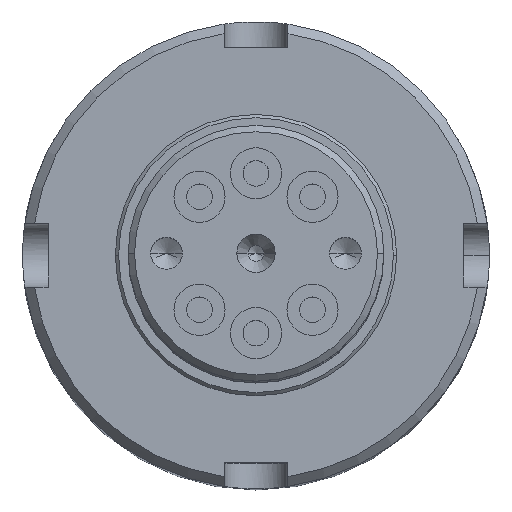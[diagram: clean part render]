
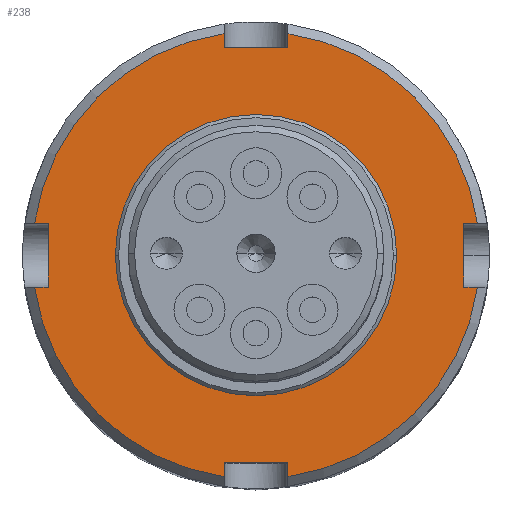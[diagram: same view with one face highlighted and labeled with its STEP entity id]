
A CAD part, top view. The second image highlights one B-rep face of the part: STEP entity #238.
In plain terms, the highlighted planar face has unit normal (0, 0, 1).
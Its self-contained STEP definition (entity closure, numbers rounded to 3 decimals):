
#238 = ADVANCED_FACE ( 'NONE', ( #3406, #3290 ), #4944, .T. ) ;
#456 = VERTEX_POINT ( 'NONE', #4130 ) ;
#460 = VERTEX_POINT ( 'NONE', #4135 ) ;
#479 = VERTEX_POINT ( 'NONE', #4146 ) ;
#1069 = DIRECTION ( 'NONE',  ( 0., -1., 0. ) ) ;
#1082 = CARTESIAN_POINT ( 'NONE',  ( -32.5, 0., 132. ) ) ;
#1083 = CARTESIAN_POINT ( 'NONE',  ( 0., 0., 132. ) ) ;
#1084 = DIRECTION ( 'NONE',  ( 0., 0., 1. ) ) ;
#1085 = DIRECTION ( 'NONE',  ( 1., 0., 0. ) ) ;
#1086 = DIRECTION ( 'NONE',  ( 0., -1., 0. ) ) ;
#1087 = DIRECTION ( 'NONE',  ( 0., -1., 0. ) ) ;
#1088 = CARTESIAN_POINT ( 'NONE',  ( 0., -5., 132. ) ) ;
#1089 = CARTESIAN_POINT ( 'NONE',  ( -5., 0., 132. ) ) ;
#1090 = DIRECTION ( 'NONE',  ( 1., 0., 0. ) ) ;
#1091 = CARTESIAN_POINT ( 'NONE',  ( 0., -32.5, 132. ) ) ;
#1092 = CARTESIAN_POINT ( 'NONE',  ( 0., 0., 132. ) ) ;
#1093 = DIRECTION ( 'NONE',  ( 0., 0., 1. ) ) ;
#1094 = DIRECTION ( 'NONE',  ( 1., 0., 0. ) ) ;
#1095 = DIRECTION ( 'NONE',  ( 1., 0., 0. ) ) ;
#1096 = DIRECTION ( 'NONE',  ( 1., 0., 0. ) ) ;
#1097 = CARTESIAN_POINT ( 'NONE',  ( 5., 0., 132. ) ) ;
#1098 = CARTESIAN_POINT ( 'NONE',  ( 0., -5., 132. ) ) ;
#1099 = DIRECTION ( 'NONE',  ( 0., 1., 0. ) ) ;
#1100 = CARTESIAN_POINT ( 'NONE',  ( 32.5, 0., 132. ) ) ;
#1101 = CARTESIAN_POINT ( 'NONE',  ( 0., 0., 132. ) ) ;
#1102 = DIRECTION ( 'NONE',  ( 0., 0., 1. ) ) ;
#1103 = DIRECTION ( 'NONE',  ( 1., 0., 0. ) ) ;
#1104 = DIRECTION ( 'NONE',  ( 0., 1., 0. ) ) ;
#1105 = CARTESIAN_POINT ( 'NONE',  ( 0., 0., 132. ) ) ;
#1106 = DIRECTION ( 'NONE',  ( 0., 0., 1. ) ) ;
#1107 = DIRECTION ( 'NONE',  ( 1., 0., 0. ) ) ;
#1218 = LINE ( 'NONE', #1097, #1246 ) ;
#1222 = LINE ( 'NONE', #1088, #1260 ) ;
#1223 = VECTOR ( 'NONE', #5440, 1000. ) ;
#1228 = LINE ( 'NONE', #1098, #1311 ) ;
#1230 = VECTOR ( 'NONE', #1086, 1000. ) ;
#1232 = CIRCLE ( 'NONE', #6072, 35. ) ;
#1233 = CIRCLE ( 'NONE', #6071, 35. ) ;
#1238 = LINE ( 'NONE', #5452, #1250 ) ;
#1241 = VECTOR ( 'NONE', #5415, 1000. ) ;
#1244 = VECTOR ( 'NONE', #1104, 1000. ) ;
#1246 = VECTOR ( 'NONE', #1099, 1000. ) ;
#1248 = CIRCLE ( 'NONE', #6073, 35. ) ;
#1250 = VECTOR ( 'NONE', #5449, 1000. ) ;
#1252 = LINE ( 'NONE', #5444, #1282 ) ;
#1256 = LINE ( 'NONE', #5445, #1223 ) ;
#1260 = VECTOR ( 'NONE', #1090, 1000. ) ;
#1271 = LINE ( 'NONE', #1089, #1230 ) ;
#1278 = CIRCLE ( 'NONE', #6070, 35. ) ;
#1282 = VECTOR ( 'NONE', #5450, 1000. ) ;
#1285 = VECTOR ( 'NONE', #1087, 1000. ) ;
#1287 = LINE ( 'NONE', #5451, #1317 ) ;
#1300 = LINE ( 'NONE', #5385, #1241 ) ;
#1304 = VECTOR ( 'NONE', #1096, 1000. ) ;
#1306 = CIRCLE ( 'NONE', #6074, 22. ) ;
#1311 = VECTOR ( 'NONE', #1095, 1000. ) ;
#1312 = LINE ( 'NONE', #1091, #1304 ) ;
#1313 = LINE ( 'NONE', #1100, #1244 ) ;
#1317 = VECTOR ( 'NONE', #1069, 1000. ) ;
#1320 = LINE ( 'NONE', #1082, #1285 ) ;
#1966 = VERTEX_POINT ( 'NONE', #6353 ) ;
#1967 = VERTEX_POINT ( 'NONE', #6354 ) ;
#1968 = VERTEX_POINT ( 'NONE', #6355 ) ;
#1969 = VERTEX_POINT ( 'NONE', #6356 ) ;
#1970 = EDGE_LOOP ( 'NONE', ( #3196, #3185 ) ) ;
#1974 = EDGE_LOOP ( 'NONE', ( #3171, #3218, #3174, #3172, #3173, #3205, #3207, #3203, #3199, #3204, #3200, #3202, #3201, #3197, #3195, #3198 ) ) ;
#1975 = VERTEX_POINT ( 'NONE', #6359 ) ;
#2074 = VERTEX_POINT ( 'NONE', #6369 ) ;
#2075 = VERTEX_POINT ( 'NONE', #6373 ) ;
#2076 = VERTEX_POINT ( 'NONE', #6374 ) ;
#2077 = VERTEX_POINT ( 'NONE', #6375 ) ;
#2078 = VERTEX_POINT ( 'NONE', #6376 ) ;
#2079 = VERTEX_POINT ( 'NONE', #6377 ) ;
#2080 = VERTEX_POINT ( 'NONE', #6372 ) ;
#2082 = VERTEX_POINT ( 'NONE', #6379 ) ;
#2385 = VERTEX_POINT ( 'NONE', #6415 ) ;
#2419 = VERTEX_POINT ( 'NONE', #6419 ) ;
#3171 = ORIENTED_EDGE ( 'NONE', *, *, #7129, .F. ) ;
#3172 = ORIENTED_EDGE ( 'NONE', *, *, #7132, .T. ) ;
#3173 = ORIENTED_EDGE ( 'NONE', *, *, #7133, .F. ) ;
#3174 = ORIENTED_EDGE ( 'NONE', *, *, #7131, .F. ) ;
#3185 = ORIENTED_EDGE ( 'NONE', *, *, #7081, .F. ) ;
#3195 = ORIENTED_EDGE ( 'NONE', *, *, #7143, .F. ) ;
#3196 = ORIENTED_EDGE ( 'NONE', *, *, #7145, .F. ) ;
#3197 = ORIENTED_EDGE ( 'NONE', *, *, #7142, .T. ) ;
#3198 = ORIENTED_EDGE ( 'NONE', *, *, #7144, .T. ) ;
#3199 = ORIENTED_EDGE ( 'NONE', *, *, #7137, .F. ) ;
#3200 = ORIENTED_EDGE ( 'NONE', *, *, #7139, .F. ) ;
#3201 = ORIENTED_EDGE ( 'NONE', *, *, #7141, .F. ) ;
#3202 = ORIENTED_EDGE ( 'NONE', *, *, #7140, .T. ) ;
#3203 = ORIENTED_EDGE ( 'NONE', *, *, #7136, .T. ) ;
#3204 = ORIENTED_EDGE ( 'NONE', *, *, #7138, .T. ) ;
#3205 = ORIENTED_EDGE ( 'NONE', *, *, #7134, .T. ) ;
#3207 = ORIENTED_EDGE ( 'NONE', *, *, #7135, .F. ) ;
#3218 = ORIENTED_EDGE ( 'NONE', *, *, #7130, .T. ) ;
#3290 = FACE_BOUND ( 'NONE', #1970, .T. ) ;
#3406 = FACE_OUTER_BOUND ( 'NONE', #1974, .T. ) ;
#4130 = CARTESIAN_POINT ( 'NONE',  ( -5., 32.5, 132. ) ) ;
#4135 = CARTESIAN_POINT ( 'NONE',  ( -32.5, 5., 132. ) ) ;
#4146 = CARTESIAN_POINT ( 'NONE',  ( -34.641, -5., 132. ) ) ;
#4944 = PLANE ( 'NONE',  #5954 ) ;
#4946 = CARTESIAN_POINT ( 'NONE',  ( 0., 0., 132. ) ) ;
#4951 = DIRECTION ( 'NONE',  ( 0., 0., 1. ) ) ;
#4952 = DIRECTION ( 'NONE',  ( 1., 0., 0. ) ) ;
#5239 = CIRCLE ( 'NONE', #6054, 22. ) ;
#5385 = CARTESIAN_POINT ( 'NONE',  ( 0., 5., 132. ) ) ;
#5415 = DIRECTION ( 'NONE',  ( -1., 0., 0. ) ) ;
#5440 = DIRECTION ( 'NONE',  ( 0., 1., 0. ) ) ;
#5444 = CARTESIAN_POINT ( 'NONE',  ( 0., 32.5, 132. ) ) ;
#5445 = CARTESIAN_POINT ( 'NONE',  ( 5., 0., 132. ) ) ;
#5446 = CARTESIAN_POINT ( 'NONE',  ( 0., 0., 132. ) ) ;
#5447 = DIRECTION ( 'NONE',  ( 0., 0., 1. ) ) ;
#5448 = DIRECTION ( 'NONE',  ( 1., 0., 0. ) ) ;
#5449 = DIRECTION ( 'NONE',  ( -1., 0., 0. ) ) ;
#5450 = DIRECTION ( 'NONE',  ( -1., 0., 0. ) ) ;
#5451 = CARTESIAN_POINT ( 'NONE',  ( -5., 0., 132. ) ) ;
#5452 = CARTESIAN_POINT ( 'NONE',  ( 0., 5., 132. ) ) ;
#5954 = AXIS2_PLACEMENT_3D ( 'NONE', #4946, #4951, #4952 ) ;
#6054 = AXIS2_PLACEMENT_3D ( 'NONE', #6712, #6713, #6714 ) ;
#6070 = AXIS2_PLACEMENT_3D ( 'NONE', #5446, #5447, #5448 ) ;
#6071 = AXIS2_PLACEMENT_3D ( 'NONE', #1083, #1084, #1085 ) ;
#6072 = AXIS2_PLACEMENT_3D ( 'NONE', #1092, #1093, #1094 ) ;
#6073 = AXIS2_PLACEMENT_3D ( 'NONE', #1101, #1102, #1103 ) ;
#6074 = AXIS2_PLACEMENT_3D ( 'NONE', #1105, #1106, #1107 ) ;
#6353 = CARTESIAN_POINT ( 'NONE',  ( -5., 34.641, 132. ) ) ;
#6354 = CARTESIAN_POINT ( 'NONE',  ( 34.641, 5., 132. ) ) ;
#6355 = CARTESIAN_POINT ( 'NONE',  ( 5., 34.641, 132. ) ) ;
#6356 = CARTESIAN_POINT ( 'NONE',  ( 5., 32.5, 132. ) ) ;
#6359 = CARTESIAN_POINT ( 'NONE',  ( 32.5, 5., 132. ) ) ;
#6369 = CARTESIAN_POINT ( 'NONE',  ( -34.641, 5., 132. ) ) ;
#6372 = CARTESIAN_POINT ( 'NONE',  ( 5., -32.5, 132. ) ) ;
#6373 = CARTESIAN_POINT ( 'NONE',  ( -5., -32.5, 132. ) ) ;
#6374 = CARTESIAN_POINT ( 'NONE',  ( -32.5, -5., 132. ) ) ;
#6375 = CARTESIAN_POINT ( 'NONE',  ( 5., -34.641, 132. ) ) ;
#6376 = CARTESIAN_POINT ( 'NONE',  ( -5., -34.641, 132. ) ) ;
#6377 = CARTESIAN_POINT ( 'NONE',  ( 32.5, -5., 132. ) ) ;
#6379 = CARTESIAN_POINT ( 'NONE',  ( 34.641, -5., 132. ) ) ;
#6415 = CARTESIAN_POINT ( 'NONE',  ( 22., 0., 132. ) ) ;
#6419 = CARTESIAN_POINT ( 'NONE',  ( -22., 0., 132. ) ) ;
#6712 = CARTESIAN_POINT ( 'NONE',  ( 0., 0., 132. ) ) ;
#6713 = DIRECTION ( 'NONE',  ( 0., 0., 1. ) ) ;
#6714 = DIRECTION ( 'NONE',  ( 1., 0., 0. ) ) ;
#7081 = EDGE_CURVE ( 'NONE', #2385, #2419, #5239, .T. ) ;
#7129 = EDGE_CURVE ( 'NONE', #1967, #1975, #1300, .T. ) ;
#7130 = EDGE_CURVE ( 'NONE', #1967, #1968, #1278, .T. ) ;
#7131 = EDGE_CURVE ( 'NONE', #1969, #1968, #1256, .T. ) ;
#7132 = EDGE_CURVE ( 'NONE', #1969, #456, #1252, .T. ) ;
#7133 = EDGE_CURVE ( 'NONE', #1966, #456, #1287, .T. ) ;
#7134 = EDGE_CURVE ( 'NONE', #1966, #2074, #1233, .T. ) ;
#7135 = EDGE_CURVE ( 'NONE', #460, #2074, #1238, .T. ) ;
#7136 = EDGE_CURVE ( 'NONE', #460, #2076, #1320, .T. ) ;
#7137 = EDGE_CURVE ( 'NONE', #479, #2076, #1222, .T. ) ;
#7138 = EDGE_CURVE ( 'NONE', #479, #2078, #1232, .T. ) ;
#7139 = EDGE_CURVE ( 'NONE', #2075, #2078, #1271, .T. ) ;
#7140 = EDGE_CURVE ( 'NONE', #2075, #2080, #1312, .T. ) ;
#7141 = EDGE_CURVE ( 'NONE', #2077, #2080, #1218, .T. ) ;
#7142 = EDGE_CURVE ( 'NONE', #2077, #2082, #1248, .T. ) ;
#7143 = EDGE_CURVE ( 'NONE', #2079, #2082, #1228, .T. ) ;
#7144 = EDGE_CURVE ( 'NONE', #2079, #1975, #1313, .T. ) ;
#7145 = EDGE_CURVE ( 'NONE', #2419, #2385, #1306, .T. ) ;
